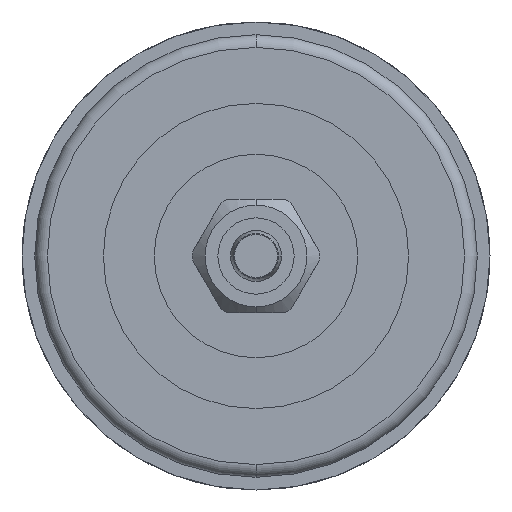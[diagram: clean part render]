
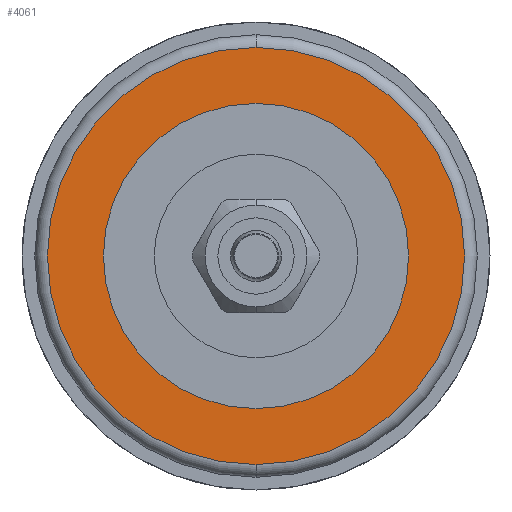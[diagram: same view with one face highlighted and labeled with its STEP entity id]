
A CAD part, front view. The second image highlights one B-rep face of the part: STEP entity #4061.
In plain terms, the highlighted planar face has unit normal (0, -1, 0).
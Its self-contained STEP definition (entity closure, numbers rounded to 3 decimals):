
#11 = AXIS2_PLACEMENT_3D ( 'NONE', #10512, #6376, #10382 ) ;
#399 = CARTESIAN_POINT ( 'NONE',  ( 0., -31.5, 6. ) ) ;
#410 = DIRECTION ( 'NONE',  ( 0., 1., 0. ) ) ;
#695 = CARTESIAN_POINT ( 'NONE',  ( 0., -31.5, -8.2 ) ) ;
#1337 = FACE_OUTER_BOUND ( 'NONE', #9352, .T. ) ;
#2013 = ORIENTED_EDGE ( 'NONE', *, *, #12737, .T. ) ;
#2210 = CARTESIAN_POINT ( 'NONE',  ( 0., -31.5, 0. ) ) ;
#2378 = FACE_BOUND ( 'NONE', #5246, .T. ) ;
#2742 = CIRCLE ( 'NONE', #11731, 8.2 ) ;
#2751 = CARTESIAN_POINT ( 'NONE',  ( 0., -31.5, 0. ) ) ;
#3546 = AXIS2_PLACEMENT_3D ( 'NONE', #10366, #410, #8410 ) ;
#3626 = EDGE_CURVE ( 'Defeature ausgef�hrt1_108+Defeature ausgef�hrt1_107+Defeature ausgef�hrt1_107+Defeature ausgef�hrt1_107', #9486, #5759, #8594, .T. ) ;
#3645 = AXIS2_PLACEMENT_3D ( 'NONE', #8765, #4885, #5938 ) ;
#4061 = ADVANCED_FACE ( 'Defeature ausgef�hrt1_108', ( #1337, #2378 ), #6362, .F. ) ;
#4885 = DIRECTION ( 'NONE',  ( 0., -1., 0. ) ) ;
#5100 = DIRECTION ( 'NONE',  ( 0., 0., 1. ) ) ;
#5246 = EDGE_LOOP ( 'NONE', ( #7949, #12459 ) ) ;
#5667 = ORIENTED_EDGE ( 'NONE', *, *, #6466, .T. ) ;
#5759 = VERTEX_POINT ( 'NONE', #399 ) ;
#5938 = DIRECTION ( 'NONE',  ( 0., 0., 1. ) ) ;
#5992 = EDGE_CURVE ( 'Defeature ausgef�hrt1_108+Defeature ausgef�hrt1_107+Defeature ausgef�hrt1_107+Defeature ausgef�hrt1_107', #5759, #9486, #10224, .T. ) ;
#6362 = PLANE ( 'NONE',  #3546 ) ;
#6376 = DIRECTION ( 'NONE',  ( 0., 1., 0. ) ) ;
#6466 = EDGE_CURVE ( 'Defeature ausgef�hrt1_108+Defeature ausgef�hrt1_111+Defeature ausgef�hrt1_111+Defeature ausgef�hrt1_111', #12011, #10981, #2742, .T. ) ;
#6745 = DIRECTION ( 'NONE',  ( 0., 1., 0. ) ) ;
#7082 = AXIS2_PLACEMENT_3D ( 'NONE', #2751, #6745, #5100 ) ;
#7411 = CIRCLE ( 'NONE', #3645, 8.2 ) ;
#7949 = ORIENTED_EDGE ( 'NONE', *, *, #5992, .T. ) ;
#8332 = CARTESIAN_POINT ( 'NONE',  ( 0., -31.5, 8.2 ) ) ;
#8410 = DIRECTION ( 'NONE',  ( 0., 0., 1. ) ) ;
#8594 = CIRCLE ( 'NONE', #11, 6. ) ;
#8765 = CARTESIAN_POINT ( 'NONE',  ( 0., -31.5, 0. ) ) ;
#9225 = DIRECTION ( 'NONE',  ( 0., 0., 1. ) ) ;
#9352 = EDGE_LOOP ( 'NONE', ( #2013, #5667 ) ) ;
#9486 = VERTEX_POINT ( 'NONE', #12386 ) ;
#10224 = CIRCLE ( 'NONE', #7082, 6. ) ;
#10366 = CARTESIAN_POINT ( 'NONE',  ( 8.7, -31.5, 0. ) ) ;
#10382 = DIRECTION ( 'NONE',  ( 0., 0., 1. ) ) ;
#10512 = CARTESIAN_POINT ( 'NONE',  ( 0., -31.5, 0. ) ) ;
#10981 = VERTEX_POINT ( 'NONE', #8332 ) ;
#11038 = DIRECTION ( 'NONE',  ( 0., -1., 0. ) ) ;
#11731 = AXIS2_PLACEMENT_3D ( 'NONE', #2210, #11038, #9225 ) ;
#12011 = VERTEX_POINT ( 'NONE', #695 ) ;
#12386 = CARTESIAN_POINT ( 'NONE',  ( 0., -31.5, -6. ) ) ;
#12459 = ORIENTED_EDGE ( 'NONE', *, *, #3626, .T. ) ;
#12737 = EDGE_CURVE ( 'Defeature ausgef�hrt1_108+Defeature ausgef�hrt1_111+Defeature ausgef�hrt1_111+Defeature ausgef�hrt1_111', #10981, #12011, #7411, .T. ) ;
